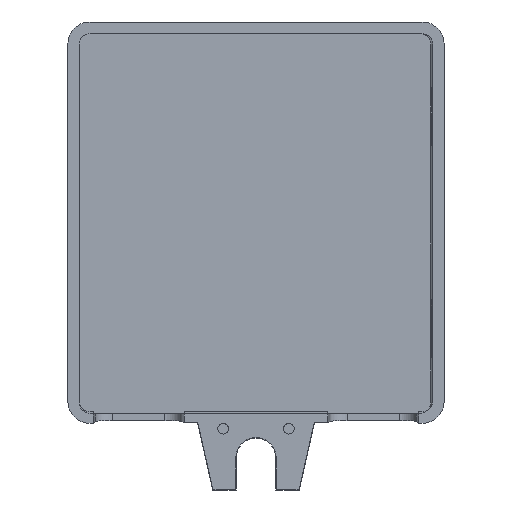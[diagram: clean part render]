
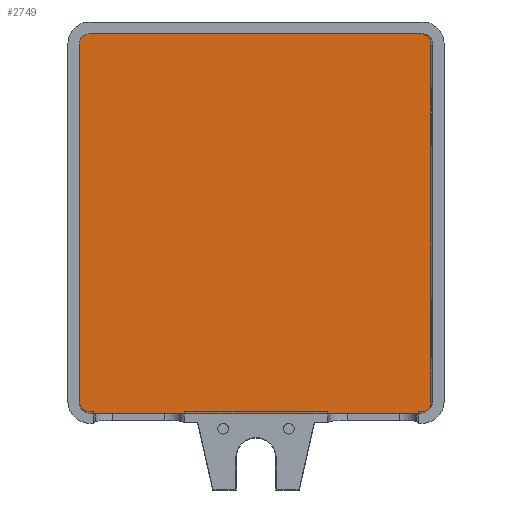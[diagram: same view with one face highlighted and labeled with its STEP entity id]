
A CAD part, front view. The second image highlights one B-rep face of the part: STEP entity #2749.
In plain terms, the highlighted face is planar.
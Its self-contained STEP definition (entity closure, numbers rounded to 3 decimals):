
#193=DIRECTION('',(0.,1.,0.));
#194=VECTOR('',#193,8.048);
#195=CARTESIAN_POINT('',(-18.209,-15.09,-4.9));
#196=LINE('',#195,#194);
#228=DIRECTION('',(0.,-1.,0.));
#229=VECTOR('',#228,3.471);
#230=CARTESIAN_POINT('',(-18.209,-15.09,-4.9));
#231=LINE('',#230,#229);
#235=DIRECTION('',(0.,1.,0.));
#236=VECTOR('',#235,3.471);
#237=CARTESIAN_POINT('',(18.209,-18.561,-4.9));
#238=LINE('',#237,#236);
#242=DIRECTION('',(0.,1.,0.));
#243=VECTOR('',#242,8.048);
#244=CARTESIAN_POINT('',(18.209,-15.09,-4.9));
#245=LINE('',#244,#243);
#249=DIRECTION('',(0.,1.,0.));
#250=VECTOR('',#249,14.084);
#251=CARTESIAN_POINT('',(18.209,-7.042,-4.9));
#252=LINE('',#251,#250);
#256=DIRECTION('',(0.,1.,0.));
#257=VECTOR('',#256,3.471);
#258=CARTESIAN_POINT('',(18.209,15.09,-4.9));
#259=LINE('',#258,#257);
#263=DIRECTION('',(0.,-1.,0.));
#264=VECTOR('',#263,3.471);
#265=CARTESIAN_POINT('',(-18.209,18.561,-4.9));
#266=LINE('',#265,#264);
#270=DIRECTION('',(0.,-1.,0.));
#271=VECTOR('',#270,14.084);
#272=CARTESIAN_POINT('',(-18.209,7.042,-4.9));
#273=LINE('',#272,#271);
#277=CARTESIAN_POINT('',(-17.102,-19.667,-4.9));
#278=CARTESIAN_POINT('',(-17.287,-19.667,-4.9));
#279=CARTESIAN_POINT('',(-17.575,-19.587,-4.9));
#280=CARTESIAN_POINT('',(-17.901,-19.36,-4.9));
#281=CARTESIAN_POINT('',(-18.129,-19.034,-4.9));
#282=CARTESIAN_POINT('',(-18.209,-18.745,-4.9));
#283=CARTESIAN_POINT('',(-18.209,-18.561,-4.9));
#306=DIRECTION('',(-1.,0.,0.));
#307=VECTOR('',#306,34.205);
#308=CARTESIAN_POINT('',(17.102,-19.667,-4.9));
#309=LINE('',#308,#307);
#327=CARTESIAN_POINT('',(18.209,-18.561,-4.9));
#328=CARTESIAN_POINT('',(18.209,-18.745,-4.9));
#329=CARTESIAN_POINT('',(18.129,-19.034,-4.9));
#330=CARTESIAN_POINT('',(17.901,-19.36,-4.9));
#331=CARTESIAN_POINT('',(17.575,-19.587,-4.9));
#332=CARTESIAN_POINT('',(17.287,-19.667,-4.9));
#333=CARTESIAN_POINT('',(17.102,-19.667,-4.9));
#745=DIRECTION('',(0.,-1.,0.));
#746=VECTOR('',#745,8.048);
#747=CARTESIAN_POINT('',(18.209,15.09,-4.9));
#748=LINE('',#747,#746);
#801=CARTESIAN_POINT('',(17.102,19.667,-4.9));
#802=CARTESIAN_POINT('',(17.287,19.667,-4.9));
#803=CARTESIAN_POINT('',(17.575,19.587,-4.9));
#804=CARTESIAN_POINT('',(17.901,19.36,-4.9));
#805=CARTESIAN_POINT('',(18.129,19.034,-4.9));
#806=CARTESIAN_POINT('',(18.209,18.745,-4.9));
#807=CARTESIAN_POINT('',(18.209,18.561,-4.9));
#830=DIRECTION('',(1.,0.,0.));
#831=VECTOR('',#830,34.205);
#832=CARTESIAN_POINT('',(-17.102,19.667,-4.9));
#833=LINE('',#832,#831);
#851=CARTESIAN_POINT('',(-18.209,18.561,-4.9));
#852=CARTESIAN_POINT('',(-18.209,18.745,-4.9));
#853=CARTESIAN_POINT('',(-18.129,19.034,-4.9));
#854=CARTESIAN_POINT('',(-17.901,19.36,-4.9));
#855=CARTESIAN_POINT('',(-17.575,19.587,-4.9));
#856=CARTESIAN_POINT('',(-17.287,19.667,-4.9));
#857=CARTESIAN_POINT('',(-17.102,19.667,-4.9));
#1043=DIRECTION('',(0.,1.,0.));
#1044=VECTOR('',#1043,8.048);
#1045=CARTESIAN_POINT('',(-18.209,7.042,-4.9));
#1046=LINE('',#1045,#1044);
#2313=CARTESIAN_POINT('',(-18.209,-15.09,-4.9));
#2314=VERTEX_POINT('',#2313);
#2319=CARTESIAN_POINT('',(-18.209,-7.042,-4.9));
#2320=VERTEX_POINT('',#2319);
#2322=CARTESIAN_POINT('',(-18.209,7.042,-4.9));
#2324=VERTEX_POINT('',#2322);
#2331=CARTESIAN_POINT('',(-18.209,15.09,-4.9));
#2332=VERTEX_POINT('',#2331);
#2375=CARTESIAN_POINT('',(18.209,-15.09,-4.9));
#2376=VERTEX_POINT('',#2375);
#2381=CARTESIAN_POINT('',(18.209,7.042,-4.9));
#2382=VERTEX_POINT('',#2381);
#2383=CARTESIAN_POINT('',(18.209,-7.042,-4.9));
#2384=VERTEX_POINT('',#2383);
#2387=CARTESIAN_POINT('',(18.209,15.09,-4.9));
#2388=VERTEX_POINT('',#2387);
#2389=CARTESIAN_POINT('',(-18.209,-18.561,-4.9));
#2390=VERTEX_POINT('',#2389);
#2391=CARTESIAN_POINT('',(17.102,-19.667,-4.9));
#2392=CARTESIAN_POINT('',(-17.102,-19.667,-4.9));
#2393=VERTEX_POINT('',#2391);
#2394=VERTEX_POINT('',#2392);
#2395=CARTESIAN_POINT('',(18.209,-18.561,-4.9));
#2396=VERTEX_POINT('',#2395);
#2397=CARTESIAN_POINT('',(18.209,18.561,-4.9));
#2398=VERTEX_POINT('',#2397);
#2399=CARTESIAN_POINT('',(-17.102,19.667,-4.9));
#2400=CARTESIAN_POINT('',(17.102,19.667,-4.9));
#2401=VERTEX_POINT('',#2399);
#2402=VERTEX_POINT('',#2400);
#2403=CARTESIAN_POINT('',(-18.209,18.561,-4.9));
#2404=VERTEX_POINT('',#2403);
#2713=CARTESIAN_POINT('',(0.,0.,-4.9));
#2714=DIRECTION('',(0.,0.,1.));
#2715=DIRECTION('',(0.,-1.,0.));
#2716=AXIS2_PLACEMENT_3D('',#2713,#2714,#2715);
#2717=PLANE('',#2716);
#2718=ORIENTED_EDGE('',*,*,#2701,.F.);
#2719=ORIENTED_EDGE('',*,*,#2663,.T.);
#2721=ORIENTED_EDGE('',*,*,#2720,.F.);
#2723=ORIENTED_EDGE('',*,*,#2722,.F.);
#2725=ORIENTED_EDGE('',*,*,#2724,.F.);
#2727=ORIENTED_EDGE('',*,*,#2726,.T.);
#2729=ORIENTED_EDGE('',*,*,#2728,.T.);
#2731=ORIENTED_EDGE('',*,*,#2730,.T.);
#2733=ORIENTED_EDGE('',*,*,#2732,.F.);
#2735=ORIENTED_EDGE('',*,*,#2734,.T.);
#2737=ORIENTED_EDGE('',*,*,#2736,.F.);
#2739=ORIENTED_EDGE('',*,*,#2738,.F.);
#2741=ORIENTED_EDGE('',*,*,#2740,.F.);
#2743=ORIENTED_EDGE('',*,*,#2742,.T.);
#2745=ORIENTED_EDGE('',*,*,#2744,.F.);
#2746=ORIENTED_EDGE('',*,*,#2544,.T.);
#2747=EDGE_LOOP('',(#2718,#2719,#2721,#2723,#2725,#2727,#2729,#2731,#2733,#2735,
#2737,#2739,#2741,#2743,#2745,#2746));
#2748=FACE_OUTER_BOUND('',#2747,.F.);
#2749=ADVANCED_FACE('',(#2748),#2717,.F.);
#284=B_SPLINE_CURVE_WITH_KNOTS('',3,(#277,#278,#279,#280,#281,#282,#283),
.UNSPECIFIED.,.F.,.F.,(4,1,1,1,4),(0.,0.25,0.5,0.75,1.),
.UNSPECIFIED.);
#334=B_SPLINE_CURVE_WITH_KNOTS('',3,(#327,#328,#329,#330,#331,#332,#333),
.UNSPECIFIED.,.F.,.F.,(4,1,1,1,4),(0.,0.25,0.5,0.75,1.),
.UNSPECIFIED.);
#808=B_SPLINE_CURVE_WITH_KNOTS('',3,(#801,#802,#803,#804,#805,#806,#807),
.UNSPECIFIED.,.F.,.F.,(4,1,1,1,4),(0.,0.25,0.5,0.75,1.),
.UNSPECIFIED.);
#858=B_SPLINE_CURVE_WITH_KNOTS('',3,(#851,#852,#853,#854,#855,#856,#857),
.UNSPECIFIED.,.F.,.F.,(4,1,1,1,4),(0.,0.25,0.5,0.75,1.),
.UNSPECIFIED.);
#2544=EDGE_CURVE('',#2324,#2320,#273,.T.);
#2663=EDGE_CURVE('',#2314,#2390,#231,.T.);
#2701=EDGE_CURVE('',#2314,#2320,#196,.T.);
#2720=EDGE_CURVE('',#2394,#2390,#284,.T.);
#2722=EDGE_CURVE('',#2393,#2394,#309,.T.);
#2724=EDGE_CURVE('',#2396,#2393,#334,.T.);
#2726=EDGE_CURVE('',#2396,#2376,#238,.T.);
#2728=EDGE_CURVE('',#2376,#2384,#245,.T.);
#2730=EDGE_CURVE('',#2384,#2382,#252,.T.);
#2732=EDGE_CURVE('',#2388,#2382,#748,.T.);
#2734=EDGE_CURVE('',#2388,#2398,#259,.T.);
#2736=EDGE_CURVE('',#2402,#2398,#808,.T.);
#2738=EDGE_CURVE('',#2401,#2402,#833,.T.);
#2740=EDGE_CURVE('',#2404,#2401,#858,.T.);
#2742=EDGE_CURVE('',#2404,#2332,#266,.T.);
#2744=EDGE_CURVE('',#2324,#2332,#1046,.T.);
